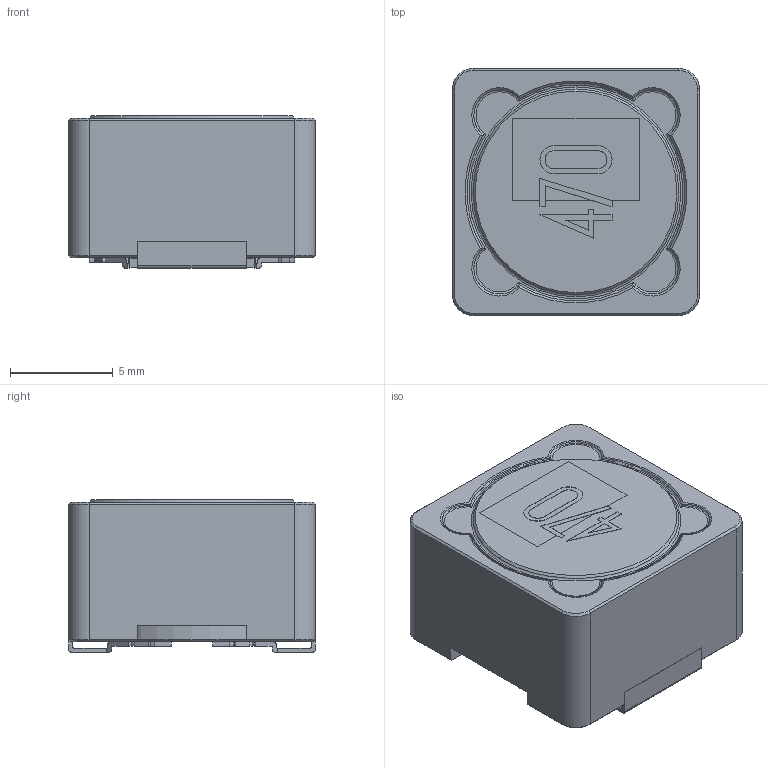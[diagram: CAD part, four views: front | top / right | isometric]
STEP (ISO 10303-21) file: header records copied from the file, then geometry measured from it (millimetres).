
FILE_DESCRIPTION(/* description */ (''),/* implementation_level */ '2;1');
FILE_NAME(/* name */ 'L-1230LX1230H-800H.step',/* time_stamp */ '2022-05-08T22:30:36+05:00',/* author */ (''),/* organization */ (''),/* preprocessor_version */ 'ST-DEVELOPER v18.1',/* originating_system */ 'Autodesk Translation Framework v10.14.0.1471',/* authorisation */ '');
FILE_SCHEMA (('AUTOMOTIVE_DESIGN { 1 0 10303 214 3 1 1 }'));
Length unit declared in the file: millimetre
Products named in the file (2): L-1230LX1230H-800H; CDRH127_470M
Assembly tree (1 placements, depth 2):
  L-1230LX1230H-800H
    CDRH127_470M
Bounding box: 12 x 12 x 7.41 mm (x, y, z)
Volume: 654 mm3; surface area: 1601.7 mm2
Topology: 6 solids, 6 shells, 260 faces, 677 edges, 433 vertices
Faces by surface type: plane 155, cylinder 54, cone 30, bspline 12, torus 9
Full cylindrical faces by diameter (mm): 5 x1, 10 x3
Entity records: 9457 total; most frequent: CARTESIAN_POINT 2730, ORIENTED_EDGE 1354, DIRECTION 1314, EDGE_CURVE 677, LINE 452, VECTOR 452, VERTEX_POINT 433, AXIS2_PLACEMENT_3D 431
